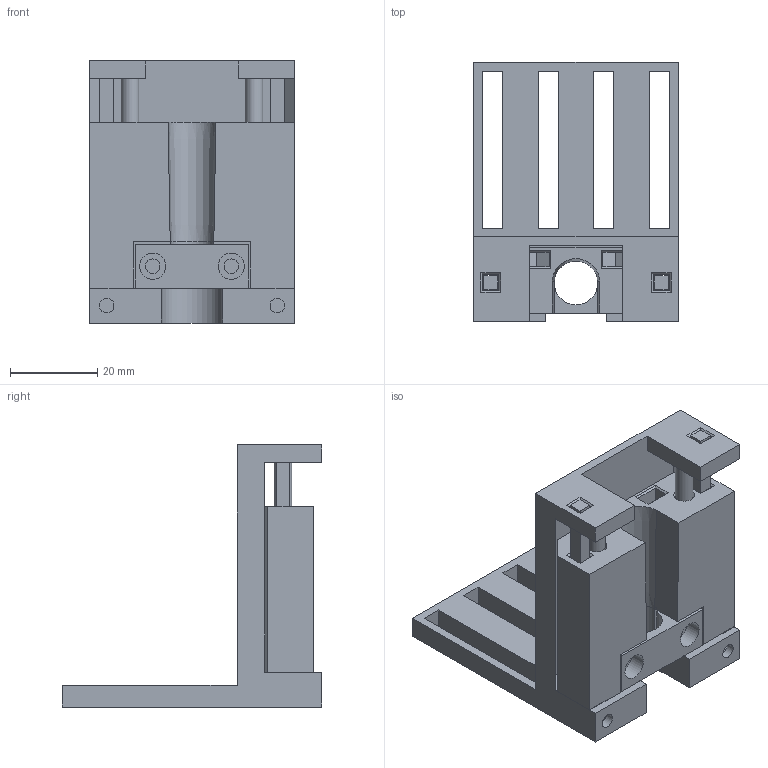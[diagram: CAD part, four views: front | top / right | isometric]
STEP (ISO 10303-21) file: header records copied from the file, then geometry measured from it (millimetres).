
FILE_DESCRIPTION(/* description */ ('STEP AP242','CAx-IF Rec.Pracs.---Representation and Presentation of Product Manufacturing Information (PMI)---4.0---2014-10-13','CAx-IF Rec.Pracs.---3D Tessellated Geometry---0.4---2014-09-14','2;1'),/* implementation_level */ '2;1');
FILE_NAME(/* name */ '67e0e693f62d8503f6672787',/* time_stamp */ '2025-03-24T04:58:59Z',/* author */ (''),/* organization */ (''),/* preprocessor_version */ 'ST-DEVELOPER v20',/* originating_system */ 'ONSHAPE BY PTC INC, 1.195',/* authorisation */ ' ');
FILE_SCHEMA (('AP242_MANAGED_MODEL_BASED_3D_ENGINEERING_MIM_LF { 1 0 10303 442 1 1 4 }'));
Length unit declared in the file: metre
Products named in the file (7): 6mm Shafts; Front Clamp; Spring; Back Clamp; Mount
Bounding box: 46.75 x 59.35 x 60 mm (x, y, z)
Volume: 38832.5 mm3; surface area: 26713.4 mm2
Topology: 7 solids, 7 shells, 213 faces, 513 edges, 324 vertices
Faces by surface type: plane 187, cylinder 21, cone 5
Full cylindrical faces by diameter (mm): 3.35 x8, 4 x6, 6 x2
Entity records: 6084 total; most frequent: CARTESIAN_POINT 1019, DIRECTION 966, ORIENTED_EDGE 962, EDGE_CURVE 481, LINE 432, VECTOR 432, VERTEX_POINT 312, EDGE_LOOP 279
